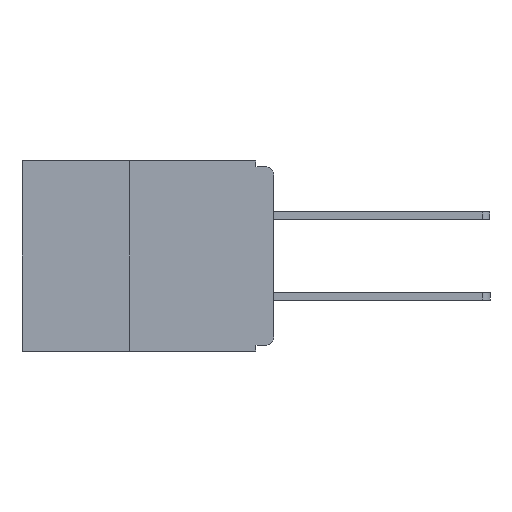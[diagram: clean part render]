
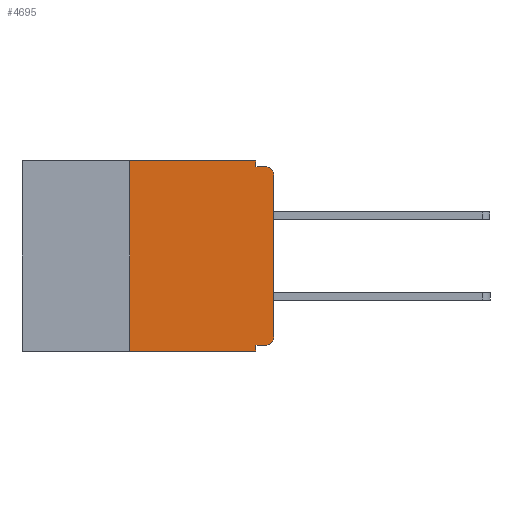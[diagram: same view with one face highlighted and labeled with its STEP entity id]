
A CAD part, left-side view. The second image highlights one B-rep face of the part: STEP entity #4695.
In plain terms, the highlighted planar face has unit normal (-1, 0, 0).
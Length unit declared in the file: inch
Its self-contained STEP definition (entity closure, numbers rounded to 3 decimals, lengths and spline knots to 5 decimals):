
#283 = ORIENTED_EDGE ( 'NONE', *, *, #9765, .T. ) ;
#400 = CIRCLE ( 'NONE', #5099, 0.015 ) ;
#592 = EDGE_CURVE ( 'NONE', #7880, #9986, #10980, .T. ) ;
#1049 = LINE ( 'NONE', #6703, #18607 ) ;
#1728 = VECTOR ( 'NONE', #7165, 39.37008 ) ;
#1874 = VECTOR ( 'NONE', #21032, 39.37008 ) ;
#1932 = ORIENTED_EDGE ( 'NONE', *, *, #5480, .T. ) ;
#2916 = DIRECTION ( 'NONE',  ( -1., 0., 0. ) ) ;
#2981 = CARTESIAN_POINT ( 'NONE',  ( 0., 0.031, 0. ) ) ;
#3458 = ORIENTED_EDGE ( 'NONE', *, *, #10280, .T. ) ;
#3624 = CIRCLE ( 'NONE', #7511, 0.015 ) ;
#3712 = VECTOR ( 'NONE', #6161, 39.37008 ) ;
#4157 = DIRECTION ( 'NONE',  ( 0., 0., -1. ) ) ;
#4167 = VECTOR ( 'NONE', #6777, 39.37008 ) ;
#4438 = CARTESIAN_POINT ( 'NONE',  ( 0., 0.25, -0.33 ) ) ;
#4519 = EDGE_CURVE ( 'NONE', #16540, #4859, #16340, .T. ) ;
#4600 = ORIENTED_EDGE ( 'NONE', *, *, #11541, .F. ) ;
#4695 = ADVANCED_FACE ( 'NONE', ( #16062 ), #17613, .F. ) ;
#4859 = VERTEX_POINT ( 'NONE', #11357 ) ;
#5047 = DIRECTION ( 'NONE',  ( 0., -1., 0. ) ) ;
#5099 = AXIS2_PLACEMENT_3D ( 'NONE', #7260, #19019, #8975 ) ;
#5219 = LINE ( 'NONE', #19562, #13695 ) ;
#5433 = CARTESIAN_POINT ( 'NONE',  ( 0., 0.031, -0.33 ) ) ;
#5480 = EDGE_CURVE ( 'NONE', #6994, #4859, #5219, .T. ) ;
#6062 = VECTOR ( 'NONE', #8118, 39.37008 ) ;
#6161 = DIRECTION ( 'NONE',  ( 0., 0., 1. ) ) ;
#6610 = LINE ( 'NONE', #2981, #6062 ) ;
#6703 = CARTESIAN_POINT ( 'NONE',  ( 0., 0., -0.01 ) ) ;
#6777 = DIRECTION ( 'NONE',  ( 0., 0., 1. ) ) ;
#6994 = VERTEX_POINT ( 'NONE', #17222 ) ;
#7165 = DIRECTION ( 'NONE',  ( 0., 0., -1. ) ) ;
#7260 = CARTESIAN_POINT ( 'NONE',  ( 0., 0.015, -0.305 ) ) ;
#7472 = CARTESIAN_POINT ( 'NONE',  ( 0., 0.015, -0.01 ) ) ;
#7511 = AXIS2_PLACEMENT_3D ( 'NONE', #13093, #2916, #14776 ) ;
#7880 = VERTEX_POINT ( 'NONE', #14539 ) ;
#8118 = DIRECTION ( 'NONE',  ( 0., 0., -1. ) ) ;
#8467 = DIRECTION ( 'NONE',  ( 0., 1., 0. ) ) ;
#8775 = LINE ( 'NONE', #4438, #3712 ) ;
#8853 = VECTOR ( 'NONE', #8467, 39.37008 ) ;
#8975 = DIRECTION ( 'NONE',  ( 0., 0., -1. ) ) ;
#9228 = CARTESIAN_POINT ( 'NONE',  ( 0., 0.437, 0. ) ) ;
#9765 = EDGE_CURVE ( 'NONE', #10450, #19205, #13184, .T. ) ;
#9920 = ORIENTED_EDGE ( 'NONE', *, *, #4519, .F. ) ;
#9986 = VERTEX_POINT ( 'NONE', #17369 ) ;
#10128 = CARTESIAN_POINT ( 'NONE',  ( 0., 0., -0.32 ) ) ;
#10280 = EDGE_CURVE ( 'NONE', #19205, #19961, #3624, .T. ) ;
#10450 = VERTEX_POINT ( 'NONE', #21663 ) ;
#10980 = LINE ( 'NONE', #21024, #1874 ) ;
#11262 = DIRECTION ( 'NONE',  ( 0., -1., 0. ) ) ;
#11357 = CARTESIAN_POINT ( 'NONE',  ( 0., 0.031, -0.33 ) ) ;
#11541 = EDGE_CURVE ( 'NONE', #14165, #19961, #1049, .T. ) ;
#13093 = CARTESIAN_POINT ( 'NONE',  ( 0., 0.015, -0.025 ) ) ;
#13184 = LINE ( 'NONE', #21692, #4167 ) ;
#13233 = VERTEX_POINT ( 'NONE', #15178 ) ;
#13695 = VECTOR ( 'NONE', #11262, 39.37008 ) ;
#14165 = VERTEX_POINT ( 'NONE', #19351 ) ;
#14308 = DIRECTION ( 'NONE',  ( 1., 0., 0. ) ) ;
#14539 = CARTESIAN_POINT ( 'NONE',  ( 0., 0.25, 0. ) ) ;
#14776 = DIRECTION ( 'NONE',  ( 0., 0., -1. ) ) ;
#15178 = CARTESIAN_POINT ( 'NONE',  ( 0., 0.015, -0.32 ) ) ;
#16062 = FACE_OUTER_BOUND ( 'NONE', #16779, .T. ) ;
#16340 = LINE ( 'NONE', #5433, #1728 ) ;
#16540 = VERTEX_POINT ( 'NONE', #19366 ) ;
#16613 = EDGE_CURVE ( 'NONE', #6994, #7880, #8775, .T. ) ;
#16654 = ORIENTED_EDGE ( 'NONE', *, *, #18290, .F. ) ;
#16667 = ORIENTED_EDGE ( 'NONE', *, *, #19054, .F. ) ;
#16779 = EDGE_LOOP ( 'NONE', ( #283, #3458, #4600, #16654, #17544, #17605, #1932, #9920, #16667, #17406 ) ) ;
#17041 = EDGE_CURVE ( 'NONE', #13233, #10450, #400, .T. ) ;
#17222 = CARTESIAN_POINT ( 'NONE',  ( 0., 0.25, -0.33 ) ) ;
#17369 = CARTESIAN_POINT ( 'NONE',  ( 0., 0.031, 0. ) ) ;
#17381 = CARTESIAN_POINT ( 'NONE',  ( 0., 0., -0.025 ) ) ;
#17406 = ORIENTED_EDGE ( 'NONE', *, *, #17041, .T. ) ;
#17544 = ORIENTED_EDGE ( 'NONE', *, *, #592, .F. ) ;
#17605 = ORIENTED_EDGE ( 'NONE', *, *, #16613, .F. ) ;
#17613 = PLANE ( 'NONE',  #19912 ) ;
#17792 = LINE ( 'NONE', #10128, #8853 ) ;
#18290 = EDGE_CURVE ( 'NONE', #9986, #14165, #6610, .T. ) ;
#18607 = VECTOR ( 'NONE', #5047, 39.37008 ) ;
#19019 = DIRECTION ( 'NONE',  ( -1., 0., 0. ) ) ;
#19054 = EDGE_CURVE ( 'NONE', #13233, #16540, #17792, .T. ) ;
#19205 = VERTEX_POINT ( 'NONE', #17381 ) ;
#19351 = CARTESIAN_POINT ( 'NONE',  ( 0., 0.031, -0.01 ) ) ;
#19366 = CARTESIAN_POINT ( 'NONE',  ( 0., 0.031, -0.32 ) ) ;
#19562 = CARTESIAN_POINT ( 'NONE',  ( 0., 0.437, -0.33 ) ) ;
#19912 = AXIS2_PLACEMENT_3D ( 'NONE', #9228, #14308, #4157 ) ;
#19961 = VERTEX_POINT ( 'NONE', #7472 ) ;
#21024 = CARTESIAN_POINT ( 'NONE',  ( 0., 0.437, 0. ) ) ;
#21032 = DIRECTION ( 'NONE',  ( 0., -1., 0. ) ) ;
#21663 = CARTESIAN_POINT ( 'NONE',  ( 0., 0., -0.305 ) ) ;
#21692 = CARTESIAN_POINT ( 'NONE',  ( 0., 0., 0. ) ) ;
